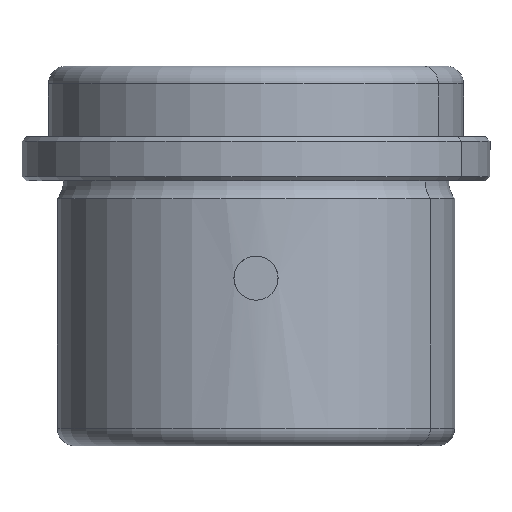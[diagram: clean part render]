
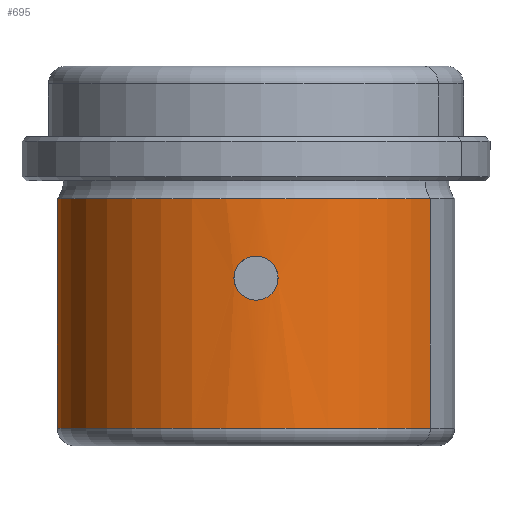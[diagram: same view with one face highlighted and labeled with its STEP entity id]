
A CAD part, front view. The second image highlights one B-rep face of the part: STEP entity #695.
In plain terms, the highlighted cylindrical face has radius 22.5 mm (diameter 45 mm), a partial arc.
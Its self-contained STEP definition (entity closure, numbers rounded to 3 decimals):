
#110=CARTESIAN_POINT('Vertex',(-2.194,-22.393,-9.801)) ;
#114=CARTESIAN_POINT('Control Point',(2.194,-22.393,-12.199)) ;
#115=CARTESIAN_POINT('Control Point',(2.044,-22.407,-12.473)) ;
#116=CARTESIAN_POINT('Control Point',(1.851,-22.425,-12.724)) ;
#117=CARTESIAN_POINT('Control Point',(1.621,-22.444,-12.942)) ;
#118=CARTESIAN_POINT('Control Point',(0.838,-22.495,-13.479)) ;
#119=CARTESIAN_POINT('Control Point',(-0.136,-22.515,-13.619)) ;
#120=CARTESIAN_POINT('Control Point',(-0.796,-22.498,-13.498)) ;
#121=CARTESIAN_POINT('Control Point',(-1.95,-22.426,-12.864)) ;
#122=CARTESIAN_POINT('Control Point',(-2.535,-22.358,-11.682)) ;
#123=CARTESIAN_POINT('Control Point',(-2.625,-22.345,-11.008)) ;
#124=CARTESIAN_POINT('Control Point',(-2.497,-22.363,-10.356)) ;
#125=CARTESIAN_POINT('Control Point',(-2.194,-22.393,-9.801)) ;
#126=CARTESIAN_POINT('Vertex',(2.194,-22.393,-12.199)) ;
#253=CARTESIAN_POINT('Vertex',(19.746,-10.787,-28.)) ;
#256=CARTESIAN_POINT('Axis2P3D Location',(0.,0.,-28.)) ;
#260=CARTESIAN_POINT('Vertex',(-19.746,10.787,-28.)) ;
#292=CARTESIAN_POINT('Axis2P3D Location',(0.,0.,-8.5)) ;
#297=CARTESIAN_POINT('Line Origine',(-19.746,10.787,-16.)) ;
#301=CARTESIAN_POINT('Vertex',(-19.746,10.787,-2.)) ;
#308=CARTESIAN_POINT('Vertex',(19.746,-10.787,-2.)) ;
#311=CARTESIAN_POINT('Line Origine',(19.746,-10.787,-16.)) ;
#645=CARTESIAN_POINT('Axis2P3D Location',(0.,0.,-2.)) ;
#678=CARTESIAN_POINT('Control Point',(-2.194,-22.393,-9.801)) ;
#679=CARTESIAN_POINT('Control Point',(-2.044,-22.407,-9.527)) ;
#680=CARTESIAN_POINT('Control Point',(-1.851,-22.425,-9.276)) ;
#681=CARTESIAN_POINT('Control Point',(-1.621,-22.444,-9.058)) ;
#682=CARTESIAN_POINT('Control Point',(-0.838,-22.495,-8.521)) ;
#683=CARTESIAN_POINT('Control Point',(0.136,-22.515,-8.381)) ;
#684=CARTESIAN_POINT('Control Point',(0.796,-22.498,-8.502)) ;
#685=CARTESIAN_POINT('Control Point',(1.95,-22.426,-9.136)) ;
#686=CARTESIAN_POINT('Control Point',(2.535,-22.358,-10.318)) ;
#687=CARTESIAN_POINT('Control Point',(2.625,-22.345,-10.992)) ;
#688=CARTESIAN_POINT('Control Point',(2.497,-22.363,-11.644)) ;
#689=CARTESIAN_POINT('Control Point',(2.194,-22.393,-12.199)) ;
#257=DIRECTION('Axis2P3D Direction',(0.,0.,-1.)) ;
#293=DIRECTION('Axis2P3D Direction',(0.,0.,-1.)) ;
#294=DIRECTION('Axis2P3D XDirection',(-0.878,0.479,-0.)) ;
#298=DIRECTION('Vector Direction',(0.,0.,-1.)) ;
#312=DIRECTION('Vector Direction',(0.,0.,-1.)) ;
#646=DIRECTION('Axis2P3D Direction',(0.,0.,-1.)) ;
#258=AXIS2_PLACEMENT_3D('Circle Axis2P3D',#256,#257,$) ;
#295=AXIS2_PLACEMENT_3D('Cylinder Axis2P3D',#292,#293,#294) ;
#647=AXIS2_PLACEMENT_3D('Circle Axis2P3D',#645,#646,$) ;
#672=ORIENTED_EDGE('',*,*,#315,.T.) ;
#673=ORIENTED_EDGE('',*,*,#649,.T.) ;
#674=ORIENTED_EDGE('',*,*,#303,.F.) ;
#675=ORIENTED_EDGE('',*,*,#262,.F.) ;
#692=ORIENTED_EDGE('',*,*,#128,.T.) ;
#693=ORIENTED_EDGE('',*,*,#690,.T.) ;
#694=FACE_BOUND('',#691,.T.) ;
#299=VECTOR('Line Direction',#298,1.) ;
#313=VECTOR('Line Direction',#312,1.) ;
#695=ADVANCED_FACE('PartBody',(#676,#694),#296,.T.) ;
#113=B_SPLINE_CURVE_WITH_KNOTS('',5,(#114,#115,#116,#117,#118,#119,#120,#121,#122,#123,#124,#125),.UNSPECIFIED.,.F.,.U.,(6,3,3,6),(0.,2.213,6.639,11.116),.UNSPECIFIED.) ;
#677=B_SPLINE_CURVE_WITH_KNOTS('',5,(#678,#679,#680,#681,#682,#683,#684,#685,#686,#687,#688,#689),.UNSPECIFIED.,.F.,.U.,(6,3,3,6),(0.,2.213,6.639,11.116),.UNSPECIFIED.) ;
#259=CIRCLE('generated circle',#258,22.5) ;
#648=CIRCLE('generated circle',#647,22.5) ;
#296=CYLINDRICAL_SURFACE('generated cylinder',#295,22.5) ;
#128=EDGE_CURVE('',#127,#111,#113,.T.) ;
#262=EDGE_CURVE('',#254,#261,#259,.T.) ;
#303=EDGE_CURVE('',#261,#302,#300,.F.) ;
#315=EDGE_CURVE('',#254,#309,#314,.F.) ;
#649=EDGE_CURVE('',#309,#302,#648,.T.) ;
#690=EDGE_CURVE('',#111,#127,#677,.T.) ;
#671=EDGE_LOOP('',(#672,#673,#674,#675)) ;
#691=EDGE_LOOP('',(#692,#693)) ;
#676=FACE_OUTER_BOUND('',#671,.T.) ;
#300=LINE('Line',#297,#299) ;
#314=LINE('Line',#311,#313) ;
#111=VERTEX_POINT('',#110) ;
#127=VERTEX_POINT('',#126) ;
#254=VERTEX_POINT('',#253) ;
#261=VERTEX_POINT('',#260) ;
#302=VERTEX_POINT('',#301) ;
#309=VERTEX_POINT('',#308) ;
